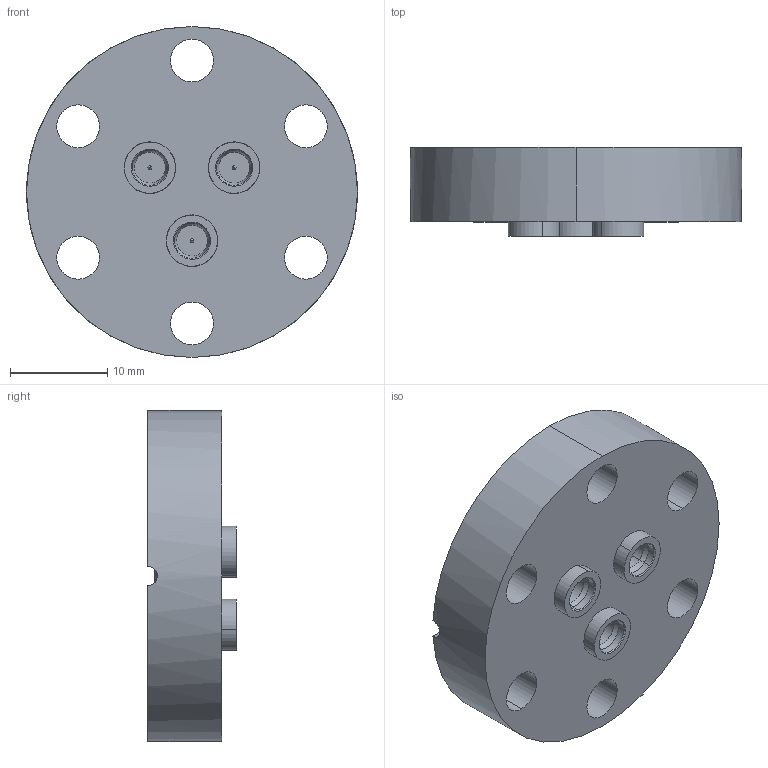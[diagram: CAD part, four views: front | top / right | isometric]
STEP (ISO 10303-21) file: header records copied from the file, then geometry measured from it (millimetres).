
FILE_DESCRIPTION (( 'STEP AP214' ), '1' );
FILE_NAME ('242-SMPD-SD-C16-3_00.STEP', '2024-10-11T09:55:25', ( '' ), ( '' ), 'SwSTEP 2.0', 'SolidWorks 2022', '' );
FILE_SCHEMA (( 'AUTOMOTIVE_DESIGN' ));
Length unit declared in the file: millimetre
Products named in the file (3): 9242-SMPD-C16-X_9242-SMPD-C16-3; 242-SMPD-SD; 242-SMPD-SD-C16-3_00
Assembly tree (4 placements, depth 2):
  242-SMPD-SD-C16-3_00
    9242-SMPD-C16-X_9242-SMPD-C16-3
    242-SMPD-SD  x3
Bounding box: 34 x 9.1 x 34 mm (x, y, z)
Volume: 5727.3 mm3; surface area: 4077.1 mm2
Topology: 7 solids, 7 shells, 118 faces, 270 edges, 160 vertices
Faces by surface type: cylinder 60, cone 28, plane 16, sphere 12, torus 2
Entity records: 2023 total; most frequent: DIRECTION 364, CARTESIAN_POINT 363, ORIENTED_EDGE 284, AXIS2_PLACEMENT_3D 157, EDGE_CURVE 142, CIRCLE 88, VERTEX_POINT 88, EDGE_LOOP 82
